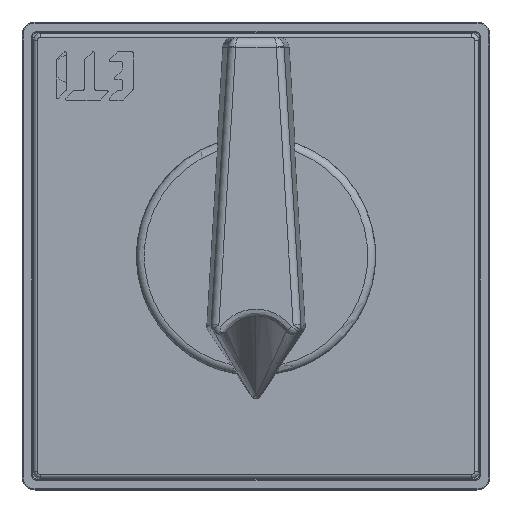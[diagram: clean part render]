
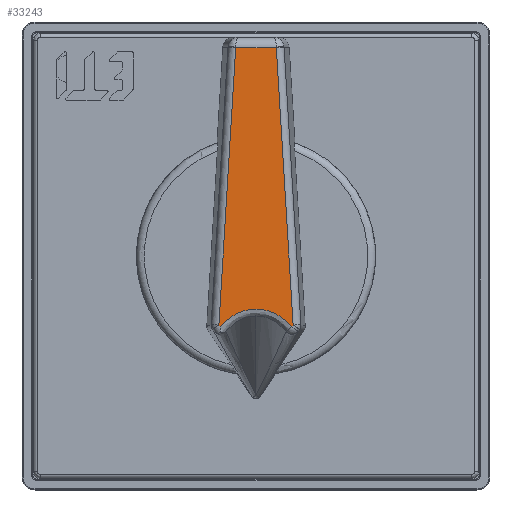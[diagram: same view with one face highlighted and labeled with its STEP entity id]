
A CAD part, top view. The second image highlights one B-rep face of the part: STEP entity #33243.
In plain terms, the highlighted planar face has unit normal (0, 0, 1).
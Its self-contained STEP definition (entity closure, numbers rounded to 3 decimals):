
#31856=CARTESIAN_POINT('',(-48.903,85.,96.3));
#31889=CARTESIAN_POINT('',(-41.097,85.,96.3));
#31894=DIRECTION('',(-1.,0.,0.));
#31895=VECTOR('',#31894,7.805);
#31896=CARTESIAN_POINT('',(-41.097,85.,96.3));
#31897=LINE('',#31896,#31895);
#32270=CARTESIAN_POINT('',(-38.103,31.286,
96.3));
#32271=CARTESIAN_POINT('',(-38.573,31.859,
96.3));
#32272=CARTESIAN_POINT('',(-39.621,32.885,
96.3));
#32273=CARTESIAN_POINT('',(-41.439,34.005,
96.3));
#32274=CARTESIAN_POINT('',(-43.425,34.646,
96.3));
#32275=CARTESIAN_POINT('',(-45.483,34.783,
96.3));
#32276=CARTESIAN_POINT('',(-47.518,34.408,
96.3));
#32277=CARTESIAN_POINT('',(-49.437,33.539,
96.3));
#32278=CARTESIAN_POINT('',(-50.882,32.42,
96.3));
#32279=CARTESIAN_POINT('',(-51.646,31.591,
96.3));
#32280=CARTESIAN_POINT('',(-51.897,31.286,
96.3));
#32285=DIRECTION('',(-0.562,0.827,0.));
#32286=VECTOR('',#32285,0.437);
#32287=CARTESIAN_POINT('',(-51.897,31.286,
96.3));
#32288=LINE('',#32287,#32286);
#32292=DIRECTION('',(0.061,0.998,0.));
#32293=VECTOR('',#32292,53.451);
#32294=CARTESIAN_POINT('',(-52.142,31.647,96.3));
#32295=LINE('',#32294,#32293);
#32299=DIRECTION('',(0.061,-0.998,0.));
#32300=VECTOR('',#32299,53.451);
#32301=CARTESIAN_POINT('',(-41.097,85.,96.3));
#32302=LINE('',#32301,#32300);
#32306=DIRECTION('',(-0.562,-0.827,
0.));
#32307=VECTOR('',#32306,0.437);
#32308=CARTESIAN_POINT('',(-37.858,31.647,96.3));
#32309=LINE('',#32308,#32307);
#32623=VERTEX_POINT('',#31856);
#32627=VERTEX_POINT('',#31889);
#32678=CARTESIAN_POINT('',(-52.142,31.647,96.3));
#32679=VERTEX_POINT('',#32678);
#32680=CARTESIAN_POINT('',(-51.897,31.286,
96.3));
#32681=VERTEX_POINT('',#32680);
#32683=VERTEX_POINT('',#32270);
#32684=CARTESIAN_POINT('',(-37.858,31.647,96.3));
#32685=VERTEX_POINT('',#32684);
#33226=CARTESIAN_POINT('',(2.5,87.,96.3));
#33227=DIRECTION('',(0.,0.,1.));
#33228=DIRECTION('',(0.,-1.,0.));
#33229=AXIS2_PLACEMENT_3D('',#33226,#33227,#33228);
#33230=PLANE('',#33229);
#33232=ORIENTED_EDGE('',*,*,#33231,.T.);
#33233=ORIENTED_EDGE('',*,*,#33215,.T.);
#33235=ORIENTED_EDGE('',*,*,#33234,.T.);
#33236=ORIENTED_EDGE('',*,*,#32977,.F.);
#33238=ORIENTED_EDGE('',*,*,#33237,.T.);
#33240=ORIENTED_EDGE('',*,*,#33239,.T.);
#33241=EDGE_LOOP('',(#33232,#33233,#33235,#33236,#33238,#33240));
#33242=FACE_OUTER_BOUND('',#33241,.F.);
#32281=B_SPLINE_CURVE_WITH_KNOTS('',3,(#32270,#32271,#32272,#32273,#32274,
#32275,#32276,#32277,#32278,#32279,#32280),.UNSPECIFIED.,.F.,.F.,(4,1,1,1,1,1,1,
1,4),(0.,0.133,0.266,0.398,
0.531,0.664,0.797,0.929,1.),
.UNSPECIFIED.);
#32977=EDGE_CURVE('',#32627,#32623,#31897,.T.);
#33215=EDGE_CURVE('',#32681,#32679,#32288,.T.);
#33231=EDGE_CURVE('',#32683,#32681,#32281,.T.);
#33234=EDGE_CURVE('',#32679,#32623,#32295,.T.);
#33237=EDGE_CURVE('',#32627,#32685,#32302,.T.);
#33239=EDGE_CURVE('',#32685,#32683,#32309,.T.);
#33243=ADVANCED_FACE('',(#33242),#33230,.T.);
